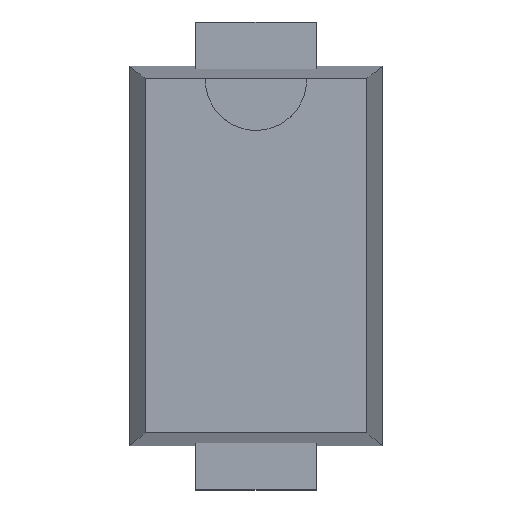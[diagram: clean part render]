
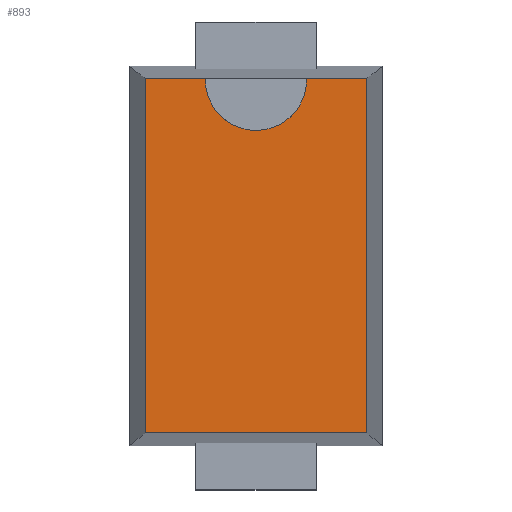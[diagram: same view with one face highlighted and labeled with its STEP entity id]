
A CAD part, top view. The second image highlights one B-rep face of the part: STEP entity #893.
In plain terms, the highlighted planar face has unit normal (0, 0, 1).
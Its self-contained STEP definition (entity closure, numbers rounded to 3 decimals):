
#44 = B_SPLINE_SURFACE_WITH_KNOTS('',1,1,(
    (#45,#46)
    ,(#47,#48)),.UNSPECIFIED.,.F.,.F.,.F.,(2,2),(2,2),(0.,2.),(0.,1.),
  .PIECEWISE_BEZIER_KNOTS.);
#45 = CARTESIAN_POINT('',(-1.,1.5,0.));
#46 = CARTESIAN_POINT('',(-0.875,1.4,1.1));
#47 = CARTESIAN_POINT('',(1.,1.5,0.));
#48 = CARTESIAN_POINT('',(0.875,1.4,1.1));
#72 = B_SPLINE_SURFACE_WITH_KNOTS('',1,1,(
    (#73,#74)
    ,(#75,#76)),.UNSPECIFIED.,.F.,.F.,.F.,(2,2),(2,2),(0.,3.),(0.,1.),
  .PIECEWISE_BEZIER_KNOTS.);
#73 = CARTESIAN_POINT('',(-1.,-1.5,0.));
#74 = CARTESIAN_POINT('',(-0.875,-1.4,1.1));
#75 = CARTESIAN_POINT('',(-1.,1.5,0.));
#76 = CARTESIAN_POINT('',(-0.875,1.4,1.1));
#100 = B_SPLINE_SURFACE_WITH_KNOTS('',1,1,(
    (#101,#102)
    ,(#103,#104)),.UNSPECIFIED.,.F.,.F.,.F.,(2,2),(2,2),(0.,2.),(0.,1.),
  .PIECEWISE_BEZIER_KNOTS.);
#101 = CARTESIAN_POINT('',(1.,-1.5,0.));
#102 = CARTESIAN_POINT('',(0.875,-1.4,1.1));
#103 = CARTESIAN_POINT('',(-1.,-1.5,0.));
#104 = CARTESIAN_POINT('',(-0.875,-1.4,1.1));
#225 = B_SPLINE_SURFACE_WITH_KNOTS('',1,1,(
    (#226,#227)
    ,(#228,#229)),.UNSPECIFIED.,.F.,.F.,.F.,(2,2),(2,2),(0.,3.),(0.,1.),
  .PIECEWISE_BEZIER_KNOTS.);
#226 = CARTESIAN_POINT('',(1.,1.5,0.));
#227 = CARTESIAN_POINT('',(0.875,1.4,1.1));
#228 = CARTESIAN_POINT('',(1.,-1.5,0.));
#229 = CARTESIAN_POINT('',(0.875,-1.4,1.1));
#336 = VERTEX_POINT('',#337);
#337 = CARTESIAN_POINT('',(-0.875,1.4,1.1));
#451 = VERTEX_POINT('',#452);
#452 = CARTESIAN_POINT('',(0.875,1.4,1.1));
#472 = EDGE_CURVE('',#473,#451,#475,.T.);
#473 = VERTEX_POINT('',#474);
#474 = CARTESIAN_POINT('',(0.4,1.4,1.1));
#475 = SURFACE_CURVE('',#476,(#480,#486),.PCURVE_S1.);
#476 = LINE('',#477,#478);
#477 = CARTESIAN_POINT('',(-0.875,1.4,1.1));
#478 = VECTOR('',#479,1.);
#479 = DIRECTION('',(1.,0.,0.));
#480 = PCURVE('',#44,#481);
#481 = DEFINITIONAL_REPRESENTATION('',(#482),#485);
#482 = B_SPLINE_CURVE_WITH_KNOTS('',1,(#483,#484),.UNSPECIFIED.,.F.,.F.,
  (2,2),(0.,1.75),.PIECEWISE_BEZIER_KNOTS.);
#483 = CARTESIAN_POINT('',(0.,1.));
#484 = CARTESIAN_POINT('',(2.,1.));
#485 = ( GEOMETRIC_REPRESENTATION_CONTEXT(2) 
PARAMETRIC_REPRESENTATION_CONTEXT() REPRESENTATION_CONTEXT('2D SPACE',''
  ) );
#486 = PCURVE('',#487,#492);
#487 = PLANE('',#488);
#488 = AXIS2_PLACEMENT_3D('',#489,#490,#491);
#489 = CARTESIAN_POINT('',(0.,0.,1.1));
#490 = DIRECTION('',(-0.,-0.,-1.));
#491 = DIRECTION('',(-1.,0.,0.));
#492 = DEFINITIONAL_REPRESENTATION('',(#493),#497);
#493 = LINE('',#494,#495);
#494 = CARTESIAN_POINT('',(0.875,1.4));
#495 = VECTOR('',#496,1.);
#496 = DIRECTION('',(-1.,0.));
#497 = ( GEOMETRIC_REPRESENTATION_CONTEXT(2) 
PARAMETRIC_REPRESENTATION_CONTEXT() REPRESENTATION_CONTEXT('2D SPACE',''
  ) );
#521 = CYLINDRICAL_SURFACE('',#522,0.4);
#522 = AXIS2_PLACEMENT_3D('',#523,#524,#525);
#523 = CARTESIAN_POINT('',(0.,1.391,1.1));
#524 = DIRECTION('',(0.,0.,1.));
#525 = DIRECTION('',(1.,0.,0.));
#562 = VERTEX_POINT('',#563);
#563 = CARTESIAN_POINT('',(-0.4,1.4,1.1));
#583 = CYLINDRICAL_SURFACE('',#584,0.4);
#584 = AXIS2_PLACEMENT_3D('',#585,#586,#587);
#585 = CARTESIAN_POINT('',(0.,1.391,1.1));
#586 = DIRECTION('',(0.,0.,1.));
#587 = DIRECTION('',(1.,0.,0.));
#598 = EDGE_CURVE('',#336,#562,#599,.T.);
#599 = SURFACE_CURVE('',#600,(#604,#610),.PCURVE_S1.);
#600 = LINE('',#601,#602);
#601 = CARTESIAN_POINT('',(-0.875,1.4,1.1));
#602 = VECTOR('',#603,1.);
#603 = DIRECTION('',(1.,0.,0.));
#604 = PCURVE('',#44,#605);
#605 = DEFINITIONAL_REPRESENTATION('',(#606),#609);
#606 = B_SPLINE_CURVE_WITH_KNOTS('',1,(#607,#608),.UNSPECIFIED.,.F.,.F.,
  (2,2),(0.,1.75),.PIECEWISE_BEZIER_KNOTS.);
#607 = CARTESIAN_POINT('',(0.,1.));
#608 = CARTESIAN_POINT('',(2.,1.));
#609 = ( GEOMETRIC_REPRESENTATION_CONTEXT(2) 
PARAMETRIC_REPRESENTATION_CONTEXT() REPRESENTATION_CONTEXT('2D SPACE',''
  ) );
#610 = PCURVE('',#487,#611);
#611 = DEFINITIONAL_REPRESENTATION('',(#612),#616);
#612 = LINE('',#613,#614);
#613 = CARTESIAN_POINT('',(0.875,1.4));
#614 = VECTOR('',#615,1.);
#615 = DIRECTION('',(-1.,0.));
#616 = ( GEOMETRIC_REPRESENTATION_CONTEXT(2) 
PARAMETRIC_REPRESENTATION_CONTEXT() REPRESENTATION_CONTEXT('2D SPACE',''
  ) );
#655 = VERTEX_POINT('',#656);
#656 = CARTESIAN_POINT('',(0.875,-1.4,1.1));
#676 = EDGE_CURVE('',#451,#655,#677,.T.);
#677 = SURFACE_CURVE('',#678,(#682,#688),.PCURVE_S1.);
#678 = LINE('',#679,#680);
#679 = CARTESIAN_POINT('',(0.875,1.4,1.1));
#680 = VECTOR('',#681,1.);
#681 = DIRECTION('',(0.,-1.,0.));
#682 = PCURVE('',#225,#683);
#683 = DEFINITIONAL_REPRESENTATION('',(#684),#687);
#684 = B_SPLINE_CURVE_WITH_KNOTS('',1,(#685,#686),.UNSPECIFIED.,.F.,.F.,
  (2,2),(0.,2.8),.PIECEWISE_BEZIER_KNOTS.);
#685 = CARTESIAN_POINT('',(0.,1.));
#686 = CARTESIAN_POINT('',(3.,1.));
#687 = ( GEOMETRIC_REPRESENTATION_CONTEXT(2) 
PARAMETRIC_REPRESENTATION_CONTEXT() REPRESENTATION_CONTEXT('2D SPACE',''
  ) );
#688 = PCURVE('',#487,#689);
#689 = DEFINITIONAL_REPRESENTATION('',(#690),#694);
#690 = LINE('',#691,#692);
#691 = CARTESIAN_POINT('',(-0.875,1.4));
#692 = VECTOR('',#693,1.);
#693 = DIRECTION('',(0.,-1.));
#694 = ( GEOMETRIC_REPRESENTATION_CONTEXT(2) 
PARAMETRIC_REPRESENTATION_CONTEXT() REPRESENTATION_CONTEXT('2D SPACE',''
  ) );
#795 = VERTEX_POINT('',#796);
#796 = CARTESIAN_POINT('',(-0.875,-1.4,1.1));
#816 = EDGE_CURVE('',#655,#795,#817,.T.);
#817 = SURFACE_CURVE('',#818,(#822,#828),.PCURVE_S1.);
#818 = LINE('',#819,#820);
#819 = CARTESIAN_POINT('',(0.875,-1.4,1.1));
#820 = VECTOR('',#821,1.);
#821 = DIRECTION('',(-1.,0.,0.));
#822 = PCURVE('',#100,#823);
#823 = DEFINITIONAL_REPRESENTATION('',(#824),#827);
#824 = B_SPLINE_CURVE_WITH_KNOTS('',1,(#825,#826),.UNSPECIFIED.,.F.,.F.,
  (2,2),(0.,1.75),.PIECEWISE_BEZIER_KNOTS.);
#825 = CARTESIAN_POINT('',(0.,1.));
#826 = CARTESIAN_POINT('',(2.,1.));
#827 = ( GEOMETRIC_REPRESENTATION_CONTEXT(2) 
PARAMETRIC_REPRESENTATION_CONTEXT() REPRESENTATION_CONTEXT('2D SPACE',''
  ) );
#828 = PCURVE('',#487,#829);
#829 = DEFINITIONAL_REPRESENTATION('',(#830),#834);
#830 = LINE('',#831,#832);
#831 = CARTESIAN_POINT('',(-0.875,-1.4));
#832 = VECTOR('',#833,1.);
#833 = DIRECTION('',(1.,0.));
#834 = ( GEOMETRIC_REPRESENTATION_CONTEXT(2) 
PARAMETRIC_REPRESENTATION_CONTEXT() REPRESENTATION_CONTEXT('2D SPACE',''
  ) );
#873 = EDGE_CURVE('',#795,#336,#874,.T.);
#874 = SURFACE_CURVE('',#875,(#879,#885),.PCURVE_S1.);
#875 = LINE('',#876,#877);
#876 = CARTESIAN_POINT('',(-0.875,-1.4,1.1));
#877 = VECTOR('',#878,1.);
#878 = DIRECTION('',(0.,1.,0.));
#879 = PCURVE('',#72,#880);
#880 = DEFINITIONAL_REPRESENTATION('',(#881),#884);
#881 = B_SPLINE_CURVE_WITH_KNOTS('',1,(#882,#883),.UNSPECIFIED.,.F.,.F.,
  (2,2),(0.,2.8),.PIECEWISE_BEZIER_KNOTS.);
#882 = CARTESIAN_POINT('',(0.,1.));
#883 = CARTESIAN_POINT('',(3.,1.));
#884 = ( GEOMETRIC_REPRESENTATION_CONTEXT(2) 
PARAMETRIC_REPRESENTATION_CONTEXT() REPRESENTATION_CONTEXT('2D SPACE',''
  ) );
#885 = PCURVE('',#487,#886);
#886 = DEFINITIONAL_REPRESENTATION('',(#887),#891);
#887 = LINE('',#888,#889);
#888 = CARTESIAN_POINT('',(0.875,-1.4));
#889 = VECTOR('',#890,1.);
#890 = DIRECTION('',(0.,1.));
#891 = ( GEOMETRIC_REPRESENTATION_CONTEXT(2) 
PARAMETRIC_REPRESENTATION_CONTEXT() REPRESENTATION_CONTEXT('2D SPACE',''
  ) );
#893 = ADVANCED_FACE('',(#894),#487,.F.);
#894 = FACE_BOUND('',#895,.F.);
#895 = EDGE_LOOP('',(#896,#897,#898,#926,#952,#953,#954));
#896 = ORIENTED_EDGE('',*,*,#873,.T.);
#897 = ORIENTED_EDGE('',*,*,#598,.T.);
#898 = ORIENTED_EDGE('',*,*,#899,.T.);
#899 = EDGE_CURVE('',#562,#900,#902,.T.);
#900 = VERTEX_POINT('',#901);
#901 = CARTESIAN_POINT('',(0.4,1.391,1.1));
#902 = SURFACE_CURVE('',#903,(#908,#919),.PCURVE_S1.);
#903 = CIRCLE('',#904,0.4);
#904 = AXIS2_PLACEMENT_3D('',#905,#906,#907);
#905 = CARTESIAN_POINT('',(0.,1.391,1.1));
#906 = DIRECTION('',(0.,0.,1.));
#907 = DIRECTION('',(1.,0.,0.));
#908 = PCURVE('',#487,#909);
#909 = DEFINITIONAL_REPRESENTATION('',(#910),#918);
#910 = ( BOUNDED_CURVE() B_SPLINE_CURVE(2,(#911,#912,#913,#914,#915,#916
,#917),.UNSPECIFIED.,.T.,.F.) B_SPLINE_CURVE_WITH_KNOTS((1,2,2,2,2,1),(
    -2.094,0.,2.094,4.189,6.283,
8.378),.UNSPECIFIED.) CURVE() GEOMETRIC_REPRESENTATION_ITEM() 
RATIONAL_B_SPLINE_CURVE((1.,0.5,1.,0.5,1.,0.5,1.)) REPRESENTATION_ITEM(
  '') );
#911 = CARTESIAN_POINT('',(-0.4,1.391));
#912 = CARTESIAN_POINT('',(-0.4,2.084));
#913 = CARTESIAN_POINT('',(0.2,1.738));
#914 = CARTESIAN_POINT('',(0.8,1.391));
#915 = CARTESIAN_POINT('',(0.2,1.045));
#916 = CARTESIAN_POINT('',(-0.4,0.698));
#917 = CARTESIAN_POINT('',(-0.4,1.391));
#918 = ( GEOMETRIC_REPRESENTATION_CONTEXT(2) 
PARAMETRIC_REPRESENTATION_CONTEXT() REPRESENTATION_CONTEXT('2D SPACE',''
  ) );
#919 = PCURVE('',#583,#920);
#920 = DEFINITIONAL_REPRESENTATION('',(#921),#925);
#921 = LINE('',#922,#923);
#922 = CARTESIAN_POINT('',(0.,0.));
#923 = VECTOR('',#924,1.);
#924 = DIRECTION('',(1.,0.));
#925 = ( GEOMETRIC_REPRESENTATION_CONTEXT(2) 
PARAMETRIC_REPRESENTATION_CONTEXT() REPRESENTATION_CONTEXT('2D SPACE',''
  ) );
#926 = ORIENTED_EDGE('',*,*,#927,.T.);
#927 = EDGE_CURVE('',#900,#473,#928,.T.);
#928 = SURFACE_CURVE('',#929,(#934,#945),.PCURVE_S1.);
#929 = CIRCLE('',#930,0.4);
#930 = AXIS2_PLACEMENT_3D('',#931,#932,#933);
#931 = CARTESIAN_POINT('',(0.,1.391,1.1));
#932 = DIRECTION('',(0.,0.,1.));
#933 = DIRECTION('',(1.,0.,0.));
#934 = PCURVE('',#487,#935);
#935 = DEFINITIONAL_REPRESENTATION('',(#936),#944);
#936 = ( BOUNDED_CURVE() B_SPLINE_CURVE(2,(#937,#938,#939,#940,#941,#942
,#943),.UNSPECIFIED.,.T.,.F.) B_SPLINE_CURVE_WITH_KNOTS((1,2,2,2,2,1),(
    -2.094,0.,2.094,4.189,6.283,
8.378),.UNSPECIFIED.) CURVE() GEOMETRIC_REPRESENTATION_ITEM() 
RATIONAL_B_SPLINE_CURVE((1.,0.5,1.,0.5,1.,0.5,1.)) REPRESENTATION_ITEM(
  '') );
#937 = CARTESIAN_POINT('',(-0.4,1.391));
#938 = CARTESIAN_POINT('',(-0.4,2.084));
#939 = CARTESIAN_POINT('',(0.2,1.738));
#940 = CARTESIAN_POINT('',(0.8,1.391));
#941 = CARTESIAN_POINT('',(0.2,1.045));
#942 = CARTESIAN_POINT('',(-0.4,0.698));
#943 = CARTESIAN_POINT('',(-0.4,1.391));
#944 = ( GEOMETRIC_REPRESENTATION_CONTEXT(2) 
PARAMETRIC_REPRESENTATION_CONTEXT() REPRESENTATION_CONTEXT('2D SPACE',''
  ) );
#945 = PCURVE('',#521,#946);
#946 = DEFINITIONAL_REPRESENTATION('',(#947),#951);
#947 = LINE('',#948,#949);
#948 = CARTESIAN_POINT('',(0.,0.));
#949 = VECTOR('',#950,1.);
#950 = DIRECTION('',(1.,0.));
#951 = ( GEOMETRIC_REPRESENTATION_CONTEXT(2) 
PARAMETRIC_REPRESENTATION_CONTEXT() REPRESENTATION_CONTEXT('2D SPACE',''
  ) );
#952 = ORIENTED_EDGE('',*,*,#472,.T.);
#953 = ORIENTED_EDGE('',*,*,#676,.T.);
#954 = ORIENTED_EDGE('',*,*,#816,.T.);
